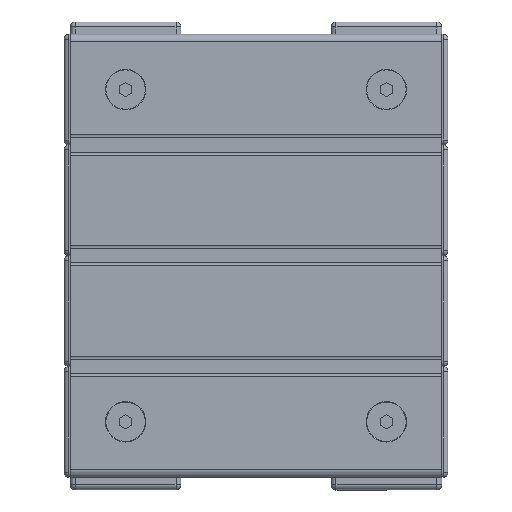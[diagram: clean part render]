
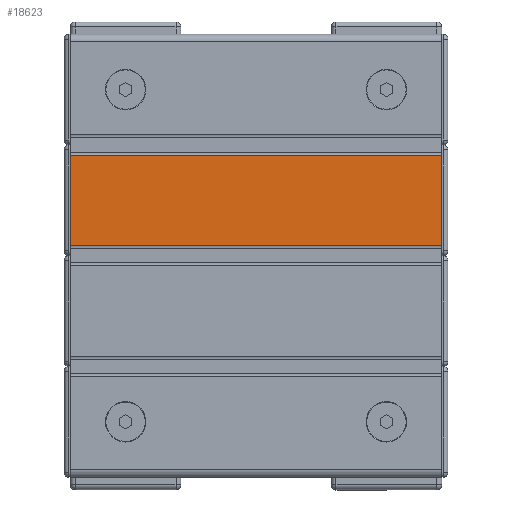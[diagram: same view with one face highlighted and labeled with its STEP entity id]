
A CAD part, top view. The second image highlights one B-rep face of the part: STEP entity #18623.
In plain terms, the highlighted face is planar.
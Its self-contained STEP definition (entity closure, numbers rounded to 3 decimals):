
#1402=LINE($,#33195,#2990);
#1542=LINE($,#33563,#3130);
#1546=LINE($,#33572,#3134);
#1547=LINE($,#33573,#3135);
#2990=VECTOR($,#24573,36.8);
#3130=VECTOR($,#24825,151.);
#3134=VECTOR($,#24835,36.8);
#3135=VECTOR($,#24836,151.);
#4192=PLANE($,#20471);
#5693=FACE_OUTER_BOUND($,#6909,.T.);
#6909=EDGE_LOOP($,(#15753,#15754,#15755,#15756));
#9209=VERTEX_POINT($,#33192);
#9210=VERTEX_POINT($,#33194);
#9382=VERTEX_POINT($,#33561);
#9384=VERTEX_POINT($,#33571);
#11445=EDGE_CURVE($,#9209,#9210,#1402,.T.);
#11633=EDGE_CURVE($,#9209,#9382,#1542,.T.);
#11637=EDGE_CURVE($,#9382,#9384,#1546,.T.);
#11638=EDGE_CURVE($,#9384,#9210,#1547,.T.);
#15753=ORIENTED_EDGE($,*,*,#11633,.T.);
#15754=ORIENTED_EDGE($,*,*,#11637,.T.);
#15755=ORIENTED_EDGE($,*,*,#11638,.T.);
#15756=ORIENTED_EDGE($,*,*,#11445,.F.);
#18623=ADVANCED_FACE($,(#5693),#4192,.T.);
#20471=AXIS2_PLACEMENT_3D($,#33570,#24833,#24834);
#24573=DIRECTION($,(1.,0.,0.));
#24825=DIRECTION($,(0.,0.,1.));
#24833=DIRECTION('center_axis',(0.,1.,0.));
#24834=DIRECTION('ref_axis',(0.,0.,1.));
#24835=DIRECTION($,(1.,0.,0.));
#24836=DIRECTION($,(0.,0.,-1.));
#33192=CARTESIAN_POINT('',(-40.9,9.5,0.));
#33194=CARTESIAN_POINT('',(-4.1,9.5,0.));
#33195=CARTESIAN_POINT($,(24.55,9.5,0.));
#33561=CARTESIAN_POINT('',(-40.9,9.5,151.));
#33563=CARTESIAN_POINT($,(-40.9,9.5,0.));
#33570=CARTESIAN_POINT('Origin',(49.1,9.5,0.));
#33571=CARTESIAN_POINT('',(-4.1,9.5,151.));
#33572=CARTESIAN_POINT($,(24.55,9.5,151.));
#33573=CARTESIAN_POINT($,(-4.1,9.5,0.));
